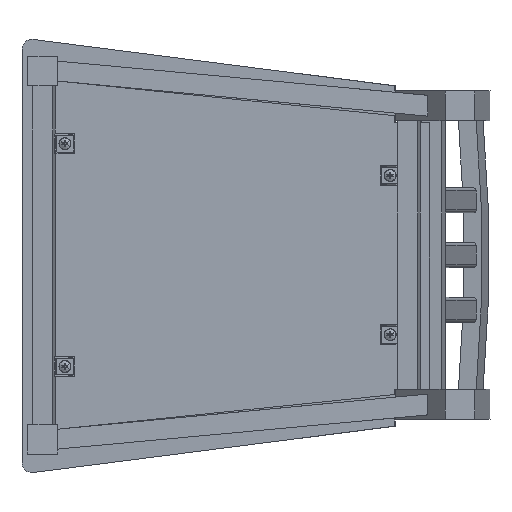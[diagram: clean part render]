
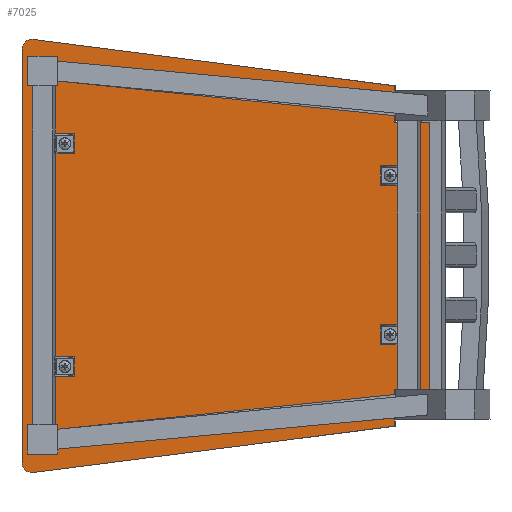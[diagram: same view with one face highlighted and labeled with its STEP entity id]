
A CAD part, front view. The second image highlights one B-rep face of the part: STEP entity #7025.
In plain terms, the highlighted face is planar.
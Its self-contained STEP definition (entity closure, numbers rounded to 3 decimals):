
#68 = CIRCLE ( 'NONE', #8349, 10. ) ;
#164 = ORIENTED_EDGE ( 'NONE', *, *, #5546, .F. ) ;
#482 = CARTESIAN_POINT ( 'NONE',  ( -207.706, -195., 10. ) ) ;
#532 = VERTEX_POINT ( 'NONE', #615 ) ;
#615 = CARTESIAN_POINT ( 'NONE',  ( 217.706, -195., 10. ) ) ;
#637 = CARTESIAN_POINT ( 'NONE',  ( 220.319, -205., 10. ) ) ;
#707 = ORIENTED_EDGE ( 'NONE', *, *, #5486, .F. ) ;
#767 = AXIS2_PLACEMENT_3D ( 'NONE', #482, #4377, #12441 ) ;
#785 = EDGE_CURVE ( 'NONE', #791, #1359, #12656, .T. ) ;
#791 = VERTEX_POINT ( 'NONE', #3379 ) ;
#942 = LINE ( 'NONE', #6052, #2640 ) ;
#957 = VERTEX_POINT ( 'NONE', #9560 ) ;
#1041 = CARTESIAN_POINT ( 'NONE',  ( -134., 170., 10. ) ) ;
#1227 = ORIENTED_EDGE ( 'NONE', *, *, #11138, .F. ) ;
#1359 = VERTEX_POINT ( 'NONE', #9284 ) ;
#1686 = VERTEX_POINT ( 'NONE', #5838 ) ;
#1770 = DIRECTION ( 'NONE',  ( 0., 0., -1. ) ) ;
#1838 = CARTESIAN_POINT ( 'NONE',  ( -217.625, -193.729, 10. ) ) ;
#1842 = CARTESIAN_POINT ( 'NONE',  ( 134., 170., 10. ) ) ;
#2020 = CARTESIAN_POINT ( 'NONE',  ( 0., 205., 10. ) ) ;
#2175 = CARTESIAN_POINT ( 'NONE',  ( 0., 170., 10. ) ) ;
#2323 = LINE ( 'NONE', #2020, #4631 ) ;
#2624 = EDGE_CURVE ( 'NONE', #9571, #12607, #942, .T. ) ;
#2640 = VECTOR ( 'NONE', #7040, 1000. ) ;
#3379 = CARTESIAN_POINT ( 'NONE',  ( -217.625, -193.729, 10. ) ) ;
#3480 = EDGE_CURVE ( 'NONE', #11621, #11376, #8988, .T. ) ;
#3531 = FACE_OUTER_BOUND ( 'NONE', #9095, .T. ) ;
#3682 = VECTOR ( 'NONE', #3699, 1000. ) ;
#3699 = DIRECTION ( 'NONE',  ( 0.127, 0.992, 0. ) ) ;
#3714 = DIRECTION ( 'NONE',  ( 1., 0., 0. ) ) ;
#3894 = CARTESIAN_POINT ( 'NONE',  ( -134., 205., 10. ) ) ;
#3929 = DIRECTION ( 'NONE',  ( 0., 0., -1. ) ) ;
#4377 = DIRECTION ( 'NONE',  ( 0., 0., 1. ) ) ;
#4431 = ORIENTED_EDGE ( 'NONE', *, *, #8688, .F. ) ;
#4488 = ORIENTED_EDGE ( 'NONE', *, *, #9100, .F. ) ;
#4631 = VECTOR ( 'NONE', #6782, 1000. ) ;
#4658 = DIRECTION ( 'NONE',  ( -1., 0., 0. ) ) ;
#4703 = LINE ( 'NONE', #7608, #4858 ) ;
#4858 = VECTOR ( 'NONE', #9530, 1000. ) ;
#5229 = ORIENTED_EDGE ( 'NONE', *, *, #8527, .F. ) ;
#5486 = EDGE_CURVE ( 'NONE', #11259, #9571, #2323, .T. ) ;
#5546 = EDGE_CURVE ( 'NONE', #1686, #8921, #9586, .T. ) ;
#5560 = CARTESIAN_POINT ( 'NONE',  ( 217.625, -193.729, 10. ) ) ;
#5643 = VECTOR ( 'NONE', #9893, 1000. ) ;
#5838 = CARTESIAN_POINT ( 'NONE',  ( 171., 170., 10. ) ) ;
#6052 = CARTESIAN_POINT ( 'NONE',  ( 134., 0., 10. ) ) ;
#6097 = LINE ( 'NONE', #12772, #5643 ) ;
#6225 = CIRCLE ( 'NONE', #6312, 10. ) ;
#6312 = AXIS2_PLACEMENT_3D ( 'NONE', #6561, #1770, #3714 ) ;
#6561 = CARTESIAN_POINT ( 'NONE',  ( 207.706, -195., 10. ) ) ;
#6679 = DIRECTION ( 'NONE',  ( 0., 0., -1. ) ) ;
#6782 = DIRECTION ( 'NONE',  ( 1., 0., 0. ) ) ;
#7025 = ADVANCED_FACE ( 'NONE', ( #3531 ), #7499, .F. ) ;
#7040 = DIRECTION ( 'NONE',  ( 0., -1., 0. ) ) ;
#7056 = LINE ( 'NONE', #1838, #3682 ) ;
#7201 = DIRECTION ( 'NONE',  ( -1., 0., 0. ) ) ;
#7207 = CARTESIAN_POINT ( 'NONE',  ( -171., 170., 10. ) ) ;
#7499 = PLANE ( 'NONE',  #11893 ) ;
#7608 = CARTESIAN_POINT ( 'NONE',  ( 0., 170., 10. ) ) ;
#7609 = ORIENTED_EDGE ( 'NONE', *, *, #3480, .F. ) ;
#7651 = ORIENTED_EDGE ( 'NONE', *, *, #2624, .F. ) ;
#7677 = EDGE_CURVE ( 'NONE', #791, #11621, #7056, .T. ) ;
#7689 = ORIENTED_EDGE ( 'NONE', *, *, #7677, .F. ) ;
#8349 = AXIS2_PLACEMENT_3D ( 'NONE', #10973, #3929, #11068 ) ;
#8527 = EDGE_CURVE ( 'NONE', #8921, #532, #68, .T. ) ;
#8688 = EDGE_CURVE ( 'NONE', #957, #1359, #9196, .T. ) ;
#8803 = DIRECTION ( 'NONE',  ( 0.127, -0.992, 0. ) ) ;
#8806 = ORIENTED_EDGE ( 'NONE', *, *, #785, .T. ) ;
#8910 = ORIENTED_EDGE ( 'NONE', *, *, #11871, .F. ) ;
#8921 = VERTEX_POINT ( 'NONE', #5560 ) ;
#8988 = LINE ( 'NONE', #2175, #11061 ) ;
#9054 = CARTESIAN_POINT ( 'NONE',  ( 0., -205., 10. ) ) ;
#9095 = EDGE_LOOP ( 'NONE', ( #164, #1227, #7651, #707, #4488, #7609, #7689, #8806, #4431, #8910, #5229 ) ) ;
#9100 = EDGE_CURVE ( 'NONE', #11376, #11259, #6097, .T. ) ;
#9196 = LINE ( 'NONE', #9054, #10147 ) ;
#9224 = DIRECTION ( 'NONE',  ( 1., 0., 0. ) ) ;
#9284 = CARTESIAN_POINT ( 'NONE',  ( -207.706, -205., 10. ) ) ;
#9530 = DIRECTION ( 'NONE',  ( 1., 0., 0. ) ) ;
#9560 = CARTESIAN_POINT ( 'NONE',  ( 207.706, -205., 10. ) ) ;
#9571 = VERTEX_POINT ( 'NONE', #11766 ) ;
#9586 = LINE ( 'NONE', #10791, #10848 ) ;
#9893 = DIRECTION ( 'NONE',  ( 0., 1., 0. ) ) ;
#10147 = VECTOR ( 'NONE', #7201, 1000. ) ;
#10791 = CARTESIAN_POINT ( 'NONE',  ( 217.625, -193.729, 10. ) ) ;
#10848 = VECTOR ( 'NONE', #8803, 1000. ) ;
#10973 = CARTESIAN_POINT ( 'NONE',  ( 207.706, -195., 10. ) ) ;
#11061 = VECTOR ( 'NONE', #9224, 1000. ) ;
#11068 = DIRECTION ( 'NONE',  ( 1., 0., 0. ) ) ;
#11138 = EDGE_CURVE ( 'NONE', #12607, #1686, #4703, .T. ) ;
#11259 = VERTEX_POINT ( 'NONE', #3894 ) ;
#11376 = VERTEX_POINT ( 'NONE', #1041 ) ;
#11621 = VERTEX_POINT ( 'NONE', #7207 ) ;
#11766 = CARTESIAN_POINT ( 'NONE',  ( 134., 205., 10. ) ) ;
#11871 = EDGE_CURVE ( 'NONE', #532, #957, #6225, .T. ) ;
#11893 = AXIS2_PLACEMENT_3D ( 'NONE', #637, #6679, #4658 ) ;
#12441 = DIRECTION ( 'NONE',  ( 0., 1., 0. ) ) ;
#12607 = VERTEX_POINT ( 'NONE', #1842 ) ;
#12656 = CIRCLE ( 'NONE', #767, 10. ) ;
#12772 = CARTESIAN_POINT ( 'NONE',  ( -134., 0., 10. ) ) ;
